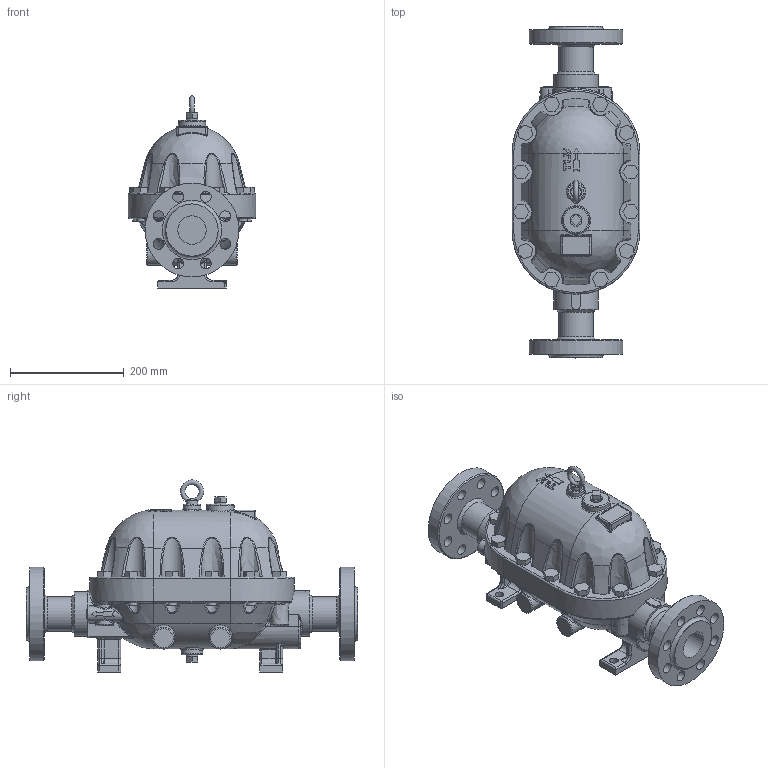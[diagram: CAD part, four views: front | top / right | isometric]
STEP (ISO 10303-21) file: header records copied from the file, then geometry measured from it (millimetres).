
FILE_DESCRIPTION((''),'2;1');
FILE_NAME('jl9x0-050-a0600-00.stp','2010-12-24T13:01:50',('asada'),(''),'Autodesk Inventor 2008','Autodesk Inventor 2008','');
FILE_SCHEMA(('AUTOMOTIVE_DESIGN { 1 0 10303 214 1 1 1 1 }'));
Length unit declared in the file: millimetre
Products named in the file (1): jl9x0-050-a0600-00
Bounding box: 225 x 584 x 337.95 mm (x, y, z)
Volume: 12662446.8 mm3; surface area: 565363.5 mm2
Topology: 13 solids, 13 shells, 841 faces, 2108 edges, 1300 vertices
Faces by surface type: bspline 383, plane 234, cylinder 157, torus 39, cone 15, sphere 13
Full cylindrical faces by diameter (mm): 15 x2, 16 x4, 17 x1, 18 x6, 19 x8, 20 x1, 21 x2, 31.5 x1, 38 x2, 48 x1, 50 x1, 60.5 x1, 78 x2, 91.9 x1, 165 x1
Entity records: 52467 total; most frequent: CARTESIAN_POINT 34412, ORIENTED_EDGE 3952, DIRECTION 3233, EDGE_CURVE 1976, VERTEX_POINT 1281, AXIS2_PLACEMENT_3D 1265, EDGE_LOOP 1001, FACE_OUTER_BOUND 841
